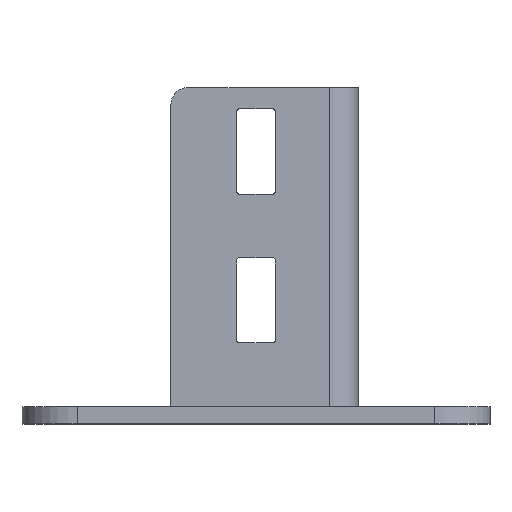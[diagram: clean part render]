
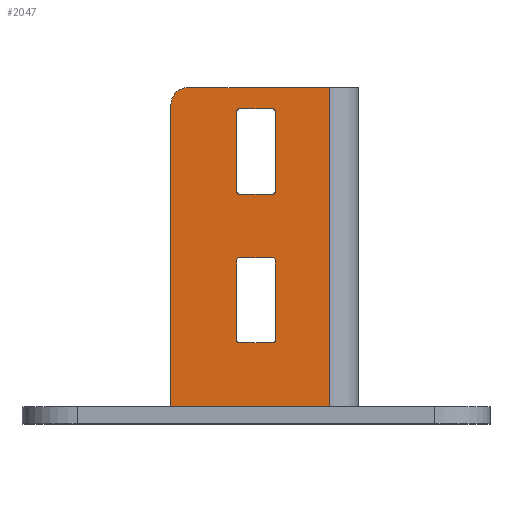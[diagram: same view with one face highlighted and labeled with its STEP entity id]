
A CAD part, top view. The second image highlights one B-rep face of the part: STEP entity #2047.
In plain terms, the highlighted planar face has unit normal (0, 0, 1).
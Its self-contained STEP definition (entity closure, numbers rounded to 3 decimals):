
#56=LINE('',#2941,#286);
#57=LINE('',#2945,#287);
#58=LINE('',#2949,#288);
#59=LINE('',#2953,#289);
#60=LINE('',#2954,#290);
#61=LINE('',#2959,#291);
#62=LINE('',#2961,#292);
#63=LINE('',#2963,#293);
#64=LINE('',#2965,#294);
#65=LINE('',#2967,#295);
#66=LINE('',#2969,#296);
#67=LINE('',#2971,#297);
#68=LINE('',#2973,#298);
#69=LINE('',#2975,#299);
#70=LINE('',#2977,#300);
#71=LINE('',#2979,#301);
#72=LINE('',#2981,#302);
#73=LINE('',#2983,#303);
#74=LINE('',#2985,#304);
#75=LINE('',#2987,#305);
#76=LINE('',#2991,#306);
#77=LINE('',#2995,#307);
#78=LINE('',#2999,#308);
#79=LINE('',#3003,#309);
#286=VECTOR('',#2348,1000.);
#287=VECTOR('',#2351,1000.);
#288=VECTOR('',#2354,1000.);
#289=VECTOR('',#2357,1000.);
#290=VECTOR('',#2358,1000.);
#291=VECTOR('',#2361,1000.);
#292=VECTOR('',#2362,1000.);
#293=VECTOR('',#2363,1000.);
#294=VECTOR('',#2364,1000.);
#295=VECTOR('',#2365,1000.);
#296=VECTOR('',#2366,1000.);
#297=VECTOR('',#2367,1000.);
#298=VECTOR('',#2368,1000.);
#299=VECTOR('',#2369,1000.);
#300=VECTOR('',#2370,1000.);
#301=VECTOR('',#2371,1000.);
#302=VECTOR('',#2372,1000.);
#303=VECTOR('',#2373,1000.);
#304=VECTOR('',#2374,1000.);
#305=VECTOR('',#2375,1000.);
#306=VECTOR('',#2378,1000.);
#307=VECTOR('',#2381,1000.);
#308=VECTOR('',#2384,1000.);
#309=VECTOR('',#2387,1000.);
#516=ORIENTED_EDGE('',*,*,#1136,.F.);
#517=ORIENTED_EDGE('',*,*,#1137,.F.);
#518=ORIENTED_EDGE('',*,*,#1138,.F.);
#519=ORIENTED_EDGE('',*,*,#1139,.F.);
#520=ORIENTED_EDGE('',*,*,#1140,.F.);
#521=ORIENTED_EDGE('',*,*,#1141,.F.);
#522=ORIENTED_EDGE('',*,*,#1142,.F.);
#523=ORIENTED_EDGE('',*,*,#1143,.F.);
#524=ORIENTED_EDGE('',*,*,#1144,.F.);
#525=ORIENTED_EDGE('',*,*,#1145,.T.);
#526=ORIENTED_EDGE('',*,*,#1146,.T.);
#527=ORIENTED_EDGE('',*,*,#1147,.T.);
#528=ORIENTED_EDGE('',*,*,#1148,.T.);
#529=ORIENTED_EDGE('',*,*,#1149,.F.);
#530=ORIENTED_EDGE('',*,*,#1150,.T.);
#531=ORIENTED_EDGE('',*,*,#1151,.T.);
#532=ORIENTED_EDGE('',*,*,#1152,.T.);
#533=ORIENTED_EDGE('',*,*,#1153,.F.);
#534=ORIENTED_EDGE('',*,*,#1154,.T.);
#535=ORIENTED_EDGE('',*,*,#1155,.F.);
#536=ORIENTED_EDGE('',*,*,#1156,.T.);
#537=ORIENTED_EDGE('',*,*,#1157,.T.);
#538=ORIENTED_EDGE('',*,*,#1158,.T.);
#539=ORIENTED_EDGE('',*,*,#1159,.F.);
#540=ORIENTED_EDGE('',*,*,#1160,.F.);
#541=ORIENTED_EDGE('',*,*,#1161,.F.);
#542=ORIENTED_EDGE('',*,*,#1162,.F.);
#543=ORIENTED_EDGE('',*,*,#1163,.F.);
#544=ORIENTED_EDGE('',*,*,#1164,.F.);
#545=ORIENTED_EDGE('',*,*,#1165,.F.);
#546=ORIENTED_EDGE('',*,*,#1166,.F.);
#547=ORIENTED_EDGE('',*,*,#1167,.F.);
#548=ORIENTED_EDGE('',*,*,#1168,.F.);
#1136=EDGE_CURVE('',#1446,#1447,#1650,.T.);
#1137=EDGE_CURVE('',#1448,#1446,#56,.T.);
#1138=EDGE_CURVE('',#1449,#1448,#1651,.T.);
#1139=EDGE_CURVE('',#1450,#1449,#57,.T.);
#1140=EDGE_CURVE('',#1451,#1450,#1652,.T.);
#1141=EDGE_CURVE('',#1452,#1451,#58,.T.);
#1142=EDGE_CURVE('',#1453,#1452,#1653,.T.);
#1143=EDGE_CURVE('',#1447,#1453,#59,.T.);
#1144=EDGE_CURVE('',#1454,#1455,#60,.T.);
#1145=EDGE_CURVE('',#1454,#1456,#1654,.T.);
#1146=EDGE_CURVE('',#1456,#1457,#61,.T.);
#1147=EDGE_CURVE('',#1457,#1458,#62,.T.);
#1148=EDGE_CURVE('',#1458,#1459,#63,.T.);
#1149=EDGE_CURVE('',#1460,#1459,#64,.T.);
#1150=EDGE_CURVE('',#1460,#1461,#65,.T.);
#1151=EDGE_CURVE('',#1461,#1462,#66,.T.);
#1152=EDGE_CURVE('',#1462,#1463,#67,.T.);
#1153=EDGE_CURVE('',#1464,#1463,#68,.T.);
#1154=EDGE_CURVE('',#1464,#1465,#69,.T.);
#1155=EDGE_CURVE('',#1466,#1465,#70,.T.);
#1156=EDGE_CURVE('',#1466,#1467,#71,.T.);
#1157=EDGE_CURVE('',#1467,#1468,#72,.T.);
#1158=EDGE_CURVE('',#1468,#1469,#73,.T.);
#1159=EDGE_CURVE('',#1470,#1469,#74,.T.);
#1160=EDGE_CURVE('',#1455,#1470,#75,.T.);
#1161=EDGE_CURVE('',#1471,#1472,#1655,.T.);
#1162=EDGE_CURVE('',#1473,#1471,#76,.T.);
#1163=EDGE_CURVE('',#1474,#1473,#1656,.T.);
#1164=EDGE_CURVE('',#1475,#1474,#77,.T.);
#1165=EDGE_CURVE('',#1476,#1475,#1657,.T.);
#1166=EDGE_CURVE('',#1477,#1476,#78,.T.);
#1167=EDGE_CURVE('',#1478,#1477,#1658,.T.);
#1168=EDGE_CURVE('',#1472,#1478,#79,.T.);
#1446=VERTEX_POINT('',#2939);
#1447=VERTEX_POINT('',#2940);
#1448=VERTEX_POINT('',#2942);
#1449=VERTEX_POINT('',#2944);
#1450=VERTEX_POINT('',#2946);
#1451=VERTEX_POINT('',#2948);
#1452=VERTEX_POINT('',#2950);
#1453=VERTEX_POINT('',#2952);
#1454=VERTEX_POINT('',#2955);
#1455=VERTEX_POINT('',#2956);
#1456=VERTEX_POINT('',#2958);
#1457=VERTEX_POINT('',#2960);
#1458=VERTEX_POINT('',#2962);
#1459=VERTEX_POINT('',#2964);
#1460=VERTEX_POINT('',#2966);
#1461=VERTEX_POINT('',#2968);
#1462=VERTEX_POINT('',#2970);
#1463=VERTEX_POINT('',#2972);
#1464=VERTEX_POINT('',#2974);
#1465=VERTEX_POINT('',#2976);
#1466=VERTEX_POINT('',#2978);
#1467=VERTEX_POINT('',#2980);
#1468=VERTEX_POINT('',#2982);
#1469=VERTEX_POINT('',#2984);
#1470=VERTEX_POINT('',#2986);
#1471=VERTEX_POINT('',#2989);
#1472=VERTEX_POINT('',#2990);
#1473=VERTEX_POINT('',#2992);
#1474=VERTEX_POINT('',#2994);
#1475=VERTEX_POINT('',#2996);
#1476=VERTEX_POINT('',#2998);
#1477=VERTEX_POINT('',#3000);
#1478=VERTEX_POINT('',#3002);
#1650=CIRCLE('',#2162,0.5);
#1651=CIRCLE('',#2163,0.5);
#1652=CIRCLE('',#2164,0.5);
#1653=CIRCLE('',#2165,0.5);
#1654=CIRCLE('',#2166,4.);
#1655=CIRCLE('',#2167,0.5);
#1656=CIRCLE('',#2168,0.5);
#1657=CIRCLE('',#2169,0.5);
#1658=CIRCLE('',#2170,0.5);
#1730=EDGE_LOOP('',(#516,#517,#518,#519,#520,#521,#522,#523));
#1731=EDGE_LOOP('',(#524,#525,#526,#527,#528,#529,#530,#531,#532,#533,#534,
#535,#536,#537,#538,#539,#540));
#1732=EDGE_LOOP('',(#541,#542,#543,#544,#545,#546,#547,#548));
#1856=FACE_BOUND('',#1730,.T.);
#1857=FACE_BOUND('',#1731,.T.);
#1858=FACE_BOUND('',#1732,.T.);
#1982=PLANE('',#2161);
#2047=ADVANCED_FACE('',(#1856,#1857,#1858),#1982,.F.);
#2161=AXIS2_PLACEMENT_3D('',#2937,#2344,#2345);
#2162=AXIS2_PLACEMENT_3D('',#2938,#2346,#2347);
#2163=AXIS2_PLACEMENT_3D('',#2943,#2349,#2350);
#2164=AXIS2_PLACEMENT_3D('',#2947,#2352,#2353);
#2165=AXIS2_PLACEMENT_3D('',#2951,#2355,#2356);
#2166=AXIS2_PLACEMENT_3D('',#2957,#2359,#2360);
#2167=AXIS2_PLACEMENT_3D('',#2988,#2376,#2377);
#2168=AXIS2_PLACEMENT_3D('',#2993,#2379,#2380);
#2169=AXIS2_PLACEMENT_3D('',#2997,#2382,#2383);
#2170=AXIS2_PLACEMENT_3D('',#3001,#2385,#2386);
#2344=DIRECTION('',(0.,0.,-1.));
#2345=DIRECTION('',(-1.,0.,0.));
#2346=DIRECTION('',(0.,0.,1.));
#2347=DIRECTION('',(1.,0.,0.));
#2348=DIRECTION('',(-1.,0.,0.));
#2349=DIRECTION('',(0.,0.,1.));
#2350=DIRECTION('',(1.,0.,0.));
#2351=DIRECTION('',(0.,1.,0.));
#2352=DIRECTION('',(0.,0.,1.));
#2353=DIRECTION('',(1.,0.,0.));
#2354=DIRECTION('',(1.,0.,0.));
#2355=DIRECTION('',(0.,0.,1.));
#2356=DIRECTION('',(1.,0.,0.));
#2357=DIRECTION('',(0.,-1.,0.));
#2358=DIRECTION('',(1.,0.,0.));
#2359=DIRECTION('',(0.,0.,1.));
#2360=DIRECTION('',(1.,0.,0.));
#2361=DIRECTION('',(0.,-1.,0.));
#2362=DIRECTION('',(1.,0.,0.));
#2363=DIRECTION('',(1.,0.,0.));
#2364=DIRECTION('',(0.,1.,0.));
#2365=DIRECTION('',(1.,0.,0.));
#2366=DIRECTION('',(0.,1.,0.));
#2367=DIRECTION('',(1.,0.,0.));
#2368=DIRECTION('',(-1.,0.,0.));
#2369=DIRECTION('',(1.,0.,0.));
#2370=DIRECTION('',(0.,1.,0.));
#2371=DIRECTION('',(1.,0.,0.));
#2372=DIRECTION('',(0.,1.,0.));
#2373=DIRECTION('',(1.,0.,0.));
#2374=DIRECTION('',(-1.,0.,0.));
#2375=DIRECTION('',(0.,-1.,0.));
#2376=DIRECTION('',(0.,0.,1.));
#2377=DIRECTION('',(1.,0.,0.));
#2378=DIRECTION('',(-1.,0.,0.));
#2379=DIRECTION('',(0.,0.,1.));
#2380=DIRECTION('',(1.,0.,0.));
#2381=DIRECTION('',(0.,1.,0.));
#2382=DIRECTION('',(0.,0.,1.));
#2383=DIRECTION('',(1.,0.,0.));
#2384=DIRECTION('',(1.,0.,0.));
#2385=DIRECTION('',(0.,0.,1.));
#2386=DIRECTION('',(1.,0.,0.));
#2387=DIRECTION('',(0.,-1.,0.));
#2937=CARTESIAN_POINT('',(-20.,79.,24.));
#2938=CARTESIAN_POINT('',(-4.,73.5,24.));
#2939=CARTESIAN_POINT('',(-4.,74.,24.));
#2940=CARTESIAN_POINT('',(-4.5,73.5,24.));
#2941=CARTESIAN_POINT('',(4.,74.,24.));
#2942=CARTESIAN_POINT('',(4.,74.,24.));
#2943=CARTESIAN_POINT('',(4.,73.5,24.));
#2944=CARTESIAN_POINT('',(4.5,73.5,24.));
#2945=CARTESIAN_POINT('',(4.5,54.5,24.));
#2946=CARTESIAN_POINT('',(4.5,54.5,24.));
#2947=CARTESIAN_POINT('',(4.,54.5,24.));
#2948=CARTESIAN_POINT('',(4.,54.,24.));
#2949=CARTESIAN_POINT('',(-4.,54.,24.));
#2950=CARTESIAN_POINT('',(-4.,54.,24.));
#2951=CARTESIAN_POINT('',(-4.,54.5,24.));
#2952=CARTESIAN_POINT('',(-4.5,54.5,24.));
#2953=CARTESIAN_POINT('',(-4.5,73.5,24.));
#2954=CARTESIAN_POINT('',(-20.,79.,24.));
#2955=CARTESIAN_POINT('',(-16.,79.,24.));
#2956=CARTESIAN_POINT('',(17.2,79.,24.));
#2957=CARTESIAN_POINT('',(-16.,75.,24.));
#2958=CARTESIAN_POINT('',(-20.,75.,24.));
#2959=CARTESIAN_POINT('',(-20.,79.,24.));
#2960=CARTESIAN_POINT('',(-20.,4.,24.));
#2961=CARTESIAN_POINT('',(-20.,4.,24.));
#2962=CARTESIAN_POINT('',(-11.8,4.,24.));
#2963=CARTESIAN_POINT('',(-20.,4.,24.));
#2964=CARTESIAN_POINT('',(-11.5,4.,24.));
#2965=CARTESIAN_POINT('',(-11.5,1.5,24.));
#2966=CARTESIAN_POINT('',(-11.5,1.5,24.));
#2967=CARTESIAN_POINT('',(-11.5,1.5,24.));
#2968=CARTESIAN_POINT('',(-2.5,1.5,24.));
#2969=CARTESIAN_POINT('',(-2.5,1.5,24.));
#2970=CARTESIAN_POINT('',(-2.5,4.,24.));
#2971=CARTESIAN_POINT('',(-20.,4.,24.));
#2972=CARTESIAN_POINT('',(-2.2,4.,24.));
#2973=CARTESIAN_POINT('',(-42.,4.,24.));
#2974=CARTESIAN_POINT('',(5.,4.,24.));
#2975=CARTESIAN_POINT('',(-20.,4.,24.));
#2976=CARTESIAN_POINT('',(5.5,4.,24.));
#2977=CARTESIAN_POINT('',(5.5,1.5,24.));
#2978=CARTESIAN_POINT('',(5.5,1.5,24.));
#2979=CARTESIAN_POINT('',(5.5,1.5,24.));
#2980=CARTESIAN_POINT('',(14.5,1.5,24.));
#2981=CARTESIAN_POINT('',(14.5,1.5,24.));
#2982=CARTESIAN_POINT('',(14.5,4.,24.));
#2983=CARTESIAN_POINT('',(-20.,4.,24.));
#2984=CARTESIAN_POINT('',(15.,4.,24.));
#2985=CARTESIAN_POINT('',(-42.,4.,24.));
#2986=CARTESIAN_POINT('',(17.2,4.,24.));
#2987=CARTESIAN_POINT('',(17.2,79.,24.));
#2988=CARTESIAN_POINT('',(-4.,38.5,24.));
#2989=CARTESIAN_POINT('',(-4.,39.,24.));
#2990=CARTESIAN_POINT('',(-4.5,38.5,24.));
#2991=CARTESIAN_POINT('',(4.,39.,24.));
#2992=CARTESIAN_POINT('',(4.,39.,24.));
#2993=CARTESIAN_POINT('',(4.,38.5,24.));
#2994=CARTESIAN_POINT('',(4.5,38.5,24.));
#2995=CARTESIAN_POINT('',(4.5,19.5,24.));
#2996=CARTESIAN_POINT('',(4.5,19.5,24.));
#2997=CARTESIAN_POINT('',(4.,19.5,24.));
#2998=CARTESIAN_POINT('',(4.,19.,24.));
#2999=CARTESIAN_POINT('',(-4.,19.,24.));
#3000=CARTESIAN_POINT('',(-4.,19.,24.));
#3001=CARTESIAN_POINT('',(-4.,19.5,24.));
#3002=CARTESIAN_POINT('',(-4.5,19.5,24.));
#3003=CARTESIAN_POINT('',(-4.5,38.5,24.));
